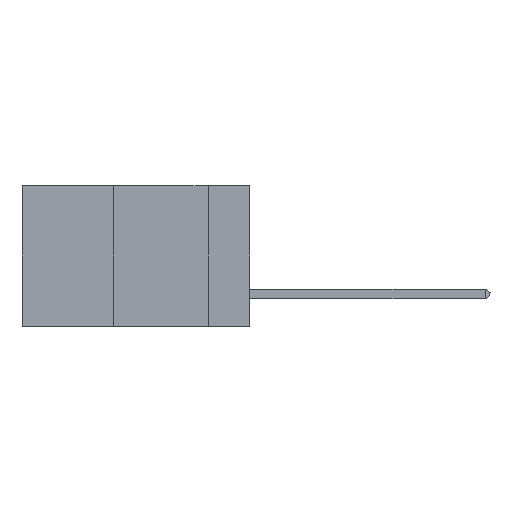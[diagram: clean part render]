
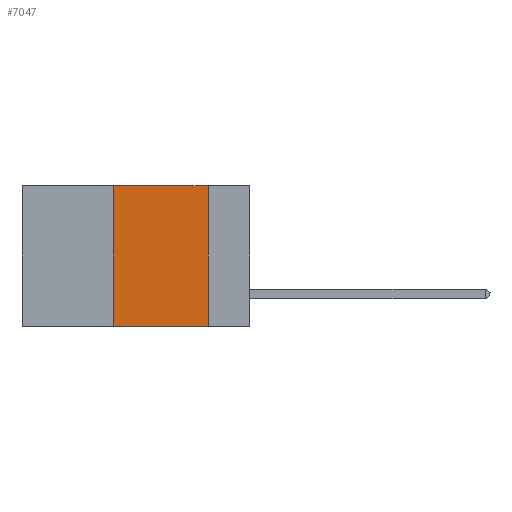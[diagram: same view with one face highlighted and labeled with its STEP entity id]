
A CAD part, left-side view. The second image highlights one B-rep face of the part: STEP entity #7047.
In plain terms, the highlighted planar face has unit normal (-1, 0, 0).
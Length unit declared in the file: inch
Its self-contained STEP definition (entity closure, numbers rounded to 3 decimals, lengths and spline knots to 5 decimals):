
#145 = DIRECTION ( 'NONE',  ( 0., 0., -1. ) ) ;
#165 = VERTEX_POINT ( 'NONE', #19429 ) ;
#429 = ORIENTED_EDGE ( 'NONE', *, *, #15540, .F. ) ;
#1124 = LINE ( 'NONE', #21369, #19689 ) ;
#2964 = FACE_OUTER_BOUND ( 'NONE', #7692, .T. ) ;
#3220 = CARTESIAN_POINT ( 'NONE',  ( 0., 0.6, 0. ) ) ;
#3228 = CARTESIAN_POINT ( 'NONE',  ( 0., 0.36, 0. ) ) ;
#3240 = PLANE ( 'NONE',  #12620 ) ;
#3447 = LINE ( 'NONE', #3220, #24299 ) ;
#4036 = CARTESIAN_POINT ( 'NONE',  ( 0., 0.11, 0. ) ) ;
#6050 = CARTESIAN_POINT ( 'NONE',  ( 0., 0.6, -0.37 ) ) ;
#6098 = VECTOR ( 'NONE', #22603, 39.37008 ) ;
#7047 = ADVANCED_FACE ( 'NONE', ( #2964 ), #3240, .F. ) ;
#7314 = CARTESIAN_POINT ( 'NONE',  ( 0., 0.11, -0.37 ) ) ;
#7692 = EDGE_LOOP ( 'NONE', ( #429, #10389, #14518, #18917 ) ) ;
#9386 = CARTESIAN_POINT ( 'NONE',  ( 0., 0.6, 0. ) ) ;
#9429 = LINE ( 'NONE', #6050, #6098 ) ;
#10389 = ORIENTED_EDGE ( 'NONE', *, *, #15501, .F. ) ;
#12620 = AXIS2_PLACEMENT_3D ( 'NONE', #9386, #13165, #15459 ) ;
#12971 = CARTESIAN_POINT ( 'NONE',  ( 0., 0.36, 0. ) ) ;
#13066 = VERTEX_POINT ( 'NONE', #12971 ) ;
#13165 = DIRECTION ( 'NONE',  ( 1., 0., 0. ) ) ;
#13372 = EDGE_CURVE ( 'NONE', #165, #13066, #25431, .T. ) ;
#14518 = ORIENTED_EDGE ( 'NONE', *, *, #13372, .F. ) ;
#15459 = DIRECTION ( 'NONE',  ( 0., 0., -1. ) ) ;
#15501 = EDGE_CURVE ( 'NONE', #13066, #25693, #3447, .T. ) ;
#15540 = EDGE_CURVE ( 'NONE', #25693, #23561, #1124, .T. ) ;
#18917 = ORIENTED_EDGE ( 'NONE', *, *, #27211, .T. ) ;
#19429 = CARTESIAN_POINT ( 'NONE',  ( 0., 0.36, -0.37 ) ) ;
#19689 = VECTOR ( 'NONE', #145, 39.37008 ) ;
#21369 = CARTESIAN_POINT ( 'NONE',  ( 0., 0.11, 0. ) ) ;
#22603 = DIRECTION ( 'NONE',  ( 0., -1., 0. ) ) ;
#23561 = VERTEX_POINT ( 'NONE', #7314 ) ;
#23746 = DIRECTION ( 'NONE',  ( 0., -1., 0. ) ) ;
#24299 = VECTOR ( 'NONE', #23746, 39.37008 ) ;
#24403 = DIRECTION ( 'NONE',  ( 0., 0., 1. ) ) ;
#25431 = LINE ( 'NONE', #3228, #26101 ) ;
#25693 = VERTEX_POINT ( 'NONE', #4036 ) ;
#26101 = VECTOR ( 'NONE', #24403, 39.37008 ) ;
#27211 = EDGE_CURVE ( 'NONE', #165, #23561, #9429, .T. ) ;
